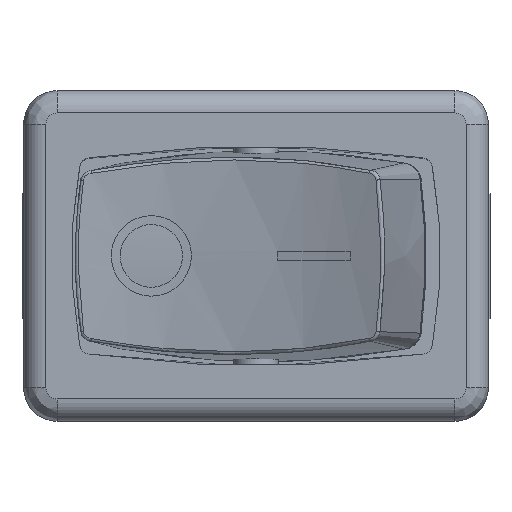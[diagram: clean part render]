
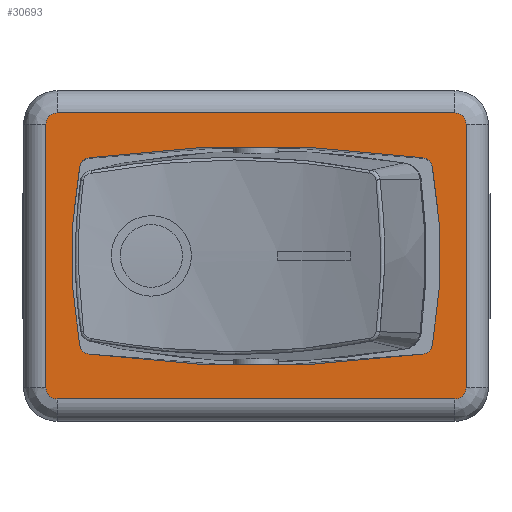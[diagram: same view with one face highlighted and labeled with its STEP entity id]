
A CAD part, top view. The second image highlights one B-rep face of the part: STEP entity #30693.
In plain terms, the highlighted planar face has unit normal (0, 0, 1).
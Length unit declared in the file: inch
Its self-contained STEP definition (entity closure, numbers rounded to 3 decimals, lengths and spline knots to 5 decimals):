
#29843=CARTESIAN_POINT('',(0.29401,0.17305,0.62992));
#29844=VERTEX_POINT('',#29843);
#29851=CARTESIAN_POINT('',(-0.29401,0.17305,0.62992));
#29852=VERTEX_POINT('',#29851);
#29853=CARTESIAN_POINT('',(0.,-1.97226,0.62992));
#29854=DIRECTION('',(0.0,0.0,-1.0));
#29855=DIRECTION('',(-0.136,-0.991,0.0));
#29856=AXIS2_PLACEMENT_3D('',#29853,#29854,#29855);
#29857=CIRCLE('',#29856,2.16535);
#29858=EDGE_CURVE('',#29852,#29844,#29857,.T.);
#29891=CARTESIAN_POINT('',(-0.3107,0.15711,0.62992));
#29892=VERTEX_POINT('',#29891);
#29893=CARTESIAN_POINT('',(-0.29134,0.15354,0.62992));
#29894=DIRECTION('',(0.0,0.0,-1.0));
#29895=DIRECTION('',(0.136,-0.991,0.0));
#29896=AXIS2_PLACEMENT_3D('',#29893,#29894,#29895);
#29897=CIRCLE('',#29896,0.01969);
#29898=EDGE_CURVE('',#29892,#29852,#29897,.T.);
#29924=CARTESIAN_POINT('',(-0.3107,-0.15711,0.62992));
#29925=VERTEX_POINT('',#29924);
#29926=CARTESIAN_POINT('',(0.54108,0.,0.62992));
#29927=DIRECTION('',(0.0,0.0,-1.0));
#29928=DIRECTION('',(0.983,-0.181,0.0));
#29929=AXIS2_PLACEMENT_3D('',#29926,#29927,#29928);
#29930=CIRCLE('',#29929,0.86614);
#29931=EDGE_CURVE('',#29925,#29892,#29930,.T.);
#29957=CARTESIAN_POINT('',(-0.29401,-0.17305,0.62992));
#29958=VERTEX_POINT('',#29957);
#29959=CARTESIAN_POINT('',(-0.29134,-0.15354,0.62992));
#29960=DIRECTION('',(0.0,0.0,-1.0));
#29961=DIRECTION('',(0.983,0.181,0.0));
#29962=AXIS2_PLACEMENT_3D('',#29959,#29960,#29961);
#29963=CIRCLE('',#29962,0.01969);
#29964=EDGE_CURVE('',#29958,#29925,#29963,.T.);
#29990=CARTESIAN_POINT('',(0.29401,-0.17305,0.62992));
#29991=VERTEX_POINT('',#29990);
#29992=CARTESIAN_POINT('',(0.,1.97226,0.62992));
#29993=DIRECTION('',(0.0,0.0,-1.0));
#29994=DIRECTION('',(0.136,0.991,0.0));
#29995=AXIS2_PLACEMENT_3D('',#29992,#29993,#29994);
#29996=CIRCLE('',#29995,2.16535);
#29997=EDGE_CURVE('',#29991,#29958,#29996,.T.);
#30030=CARTESIAN_POINT('',(0.3107,-0.15711,0.62992));
#30031=VERTEX_POINT('',#30030);
#30032=CARTESIAN_POINT('',(0.29134,-0.15354,0.62992));
#30033=DIRECTION('',(0.0,0.0,-1.0));
#30034=DIRECTION('',(-0.136,0.991,0.0));
#30035=AXIS2_PLACEMENT_3D('',#30032,#30033,#30034);
#30036=CIRCLE('',#30035,0.01969);
#30037=EDGE_CURVE('',#30031,#29991,#30036,.T.);
#30063=CARTESIAN_POINT('',(0.3107,0.15711,0.62992));
#30064=VERTEX_POINT('',#30063);
#30065=CARTESIAN_POINT('',(-0.54108,0.,0.62992));
#30066=DIRECTION('',(0.0,0.0,-1.0));
#30067=DIRECTION('',(-0.983,0.181,0.0));
#30068=AXIS2_PLACEMENT_3D('',#30065,#30066,#30067);
#30069=CIRCLE('',#30068,0.86614);
#30070=EDGE_CURVE('',#30064,#30031,#30069,.T.);
#30094=CARTESIAN_POINT('',(0.29134,0.15354,0.62992));
#30095=DIRECTION('',(0.0,0.0,-1.0));
#30096=DIRECTION('',(-0.983,-0.181,0.0));
#30097=AXIS2_PLACEMENT_3D('',#30094,#30095,#30096);
#30098=CIRCLE('',#30097,0.01969);
#30099=EDGE_CURVE('',#29844,#30064,#30098,.T.);
#30146=CARTESIAN_POINT('',(-0.37008,-0.23228,0.62992));
#30147=VERTEX_POINT('',#30146);
#30155=CARTESIAN_POINT('',(-0.37008,0.23228,0.62992));
#30156=VERTEX_POINT('',#30155);
#30157=CARTESIAN_POINT('',(-0.37008,-0.23228,0.62992));
#30158=DIRECTION('',(0.0,1.0,0.0));
#30159=VECTOR('',#30158,0.46457);
#30160=LINE('',#30157,#30159);
#30161=EDGE_CURVE('',#30147,#30156,#30160,.T.);
#30236=CARTESIAN_POINT('',(-0.35039,-0.25197,0.62992));
#30237=VERTEX_POINT('',#30236);
#30245=CARTESIAN_POINT('',(-0.35039,-0.23228,0.62992));
#30246=DIRECTION('',(0.0,0.0,-1.0));
#30247=DIRECTION('',(-0.707,-0.707,0.0));
#30248=AXIS2_PLACEMENT_3D('',#30245,#30246,#30247);
#30249=CIRCLE('',#30248,0.01969);
#30250=EDGE_CURVE('',#30237,#30147,#30249,.T.);
#30316=CARTESIAN_POINT('',(-0.35039,0.25197,0.62992));
#30317=VERTEX_POINT('',#30316);
#30335=CARTESIAN_POINT('',(-0.35039,0.23228,0.62992));
#30336=DIRECTION('',(0.0,0.0,-1.0));
#30337=DIRECTION('',(-0.707,0.707,0.0));
#30338=AXIS2_PLACEMENT_3D('',#30335,#30336,#30337);
#30339=CIRCLE('',#30338,0.01969);
#30340=EDGE_CURVE('',#30156,#30317,#30339,.T.);
#30352=CARTESIAN_POINT('',(0.35039,-0.25197,0.62992));
#30353=VERTEX_POINT('',#30352);
#30361=CARTESIAN_POINT('',(0.35039,-0.25197,0.62992));
#30362=DIRECTION('',(-1.0,0.0,0.0));
#30363=VECTOR('',#30362,0.70079);
#30364=LINE('',#30361,#30363);
#30365=EDGE_CURVE('',#30353,#30237,#30364,.T.);
#30382=CARTESIAN_POINT('',(0.35039,0.25197,0.62992));
#30383=VERTEX_POINT('',#30382);
#30400=CARTESIAN_POINT('',(-0.35039,0.25197,0.62992));
#30401=DIRECTION('',(1.0,0.0,0.0));
#30402=VECTOR('',#30401,0.70079);
#30403=LINE('',#30400,#30402);
#30404=EDGE_CURVE('',#30317,#30383,#30403,.T.);
#30464=CARTESIAN_POINT('',(0.37008,-0.23228,0.62992));
#30465=VERTEX_POINT('',#30464);
#30473=CARTESIAN_POINT('',(0.35039,-0.23228,0.62992));
#30474=DIRECTION('',(0.0,0.0,-1.0));
#30475=DIRECTION('',(0.707,-0.707,0.0));
#30476=AXIS2_PLACEMENT_3D('',#30473,#30474,#30475);
#30477=CIRCLE('',#30476,0.01969);
#30478=EDGE_CURVE('',#30465,#30353,#30477,.T.);
#30544=CARTESIAN_POINT('',(0.37008,0.23228,0.62992));
#30545=VERTEX_POINT('',#30544);
#30563=CARTESIAN_POINT('',(0.35039,0.23228,0.62992));
#30564=DIRECTION('',(0.0,0.0,-1.0));
#30565=DIRECTION('',(0.707,0.707,0.0));
#30566=AXIS2_PLACEMENT_3D('',#30563,#30564,#30565);
#30567=CIRCLE('',#30566,0.01969);
#30568=EDGE_CURVE('',#30383,#30545,#30567,.T.);
#30586=CARTESIAN_POINT('',(0.37008,0.23228,0.62992));
#30587=DIRECTION('',(0.0,-1.0,0.0));
#30588=VECTOR('',#30587,0.46457);
#30589=LINE('',#30586,#30588);
#30590=EDGE_CURVE('',#30545,#30465,#30589,.T.);
#30668=CARTESIAN_POINT('',(-0.40709,-0.27717,0.62992));
#30669=DIRECTION('',(0.0,0.0,1.0));
#30670=DIRECTION('',(1.0,0.0,0.0));
#30671=AXIS2_PLACEMENT_3D('',#30668,#30669,#30670);
#30672=PLANE('',#30671);
#30673=ORIENTED_EDGE('',*,*,#30161,.F.);
#30674=ORIENTED_EDGE('',*,*,#30250,.F.);
#30675=ORIENTED_EDGE('',*,*,#30365,.F.);
#30676=ORIENTED_EDGE('',*,*,#30478,.F.);
#30677=ORIENTED_EDGE('',*,*,#30590,.F.);
#30678=ORIENTED_EDGE('',*,*,#30568,.F.);
#30679=ORIENTED_EDGE('',*,*,#30404,.F.);
#30680=ORIENTED_EDGE('',*,*,#30340,.F.);
#30681=EDGE_LOOP('',(#30673,#30674,#30675,#30676,#30677,#30678,#30679,#30680));
#30682=FACE_OUTER_BOUND('',#30681,.T.);
#30683=ORIENTED_EDGE('',*,*,#29858,.T.);
#30684=ORIENTED_EDGE('',*,*,#30099,.T.);
#30685=ORIENTED_EDGE('',*,*,#30070,.T.);
#30686=ORIENTED_EDGE('',*,*,#30037,.T.);
#30687=ORIENTED_EDGE('',*,*,#29997,.T.);
#30688=ORIENTED_EDGE('',*,*,#29964,.T.);
#30689=ORIENTED_EDGE('',*,*,#29931,.T.);
#30690=ORIENTED_EDGE('',*,*,#29898,.T.);
#30691=EDGE_LOOP('',(#30683,#30684,#30685,#30686,#30687,#30688,#30689,#30690));
#30692=FACE_BOUND('',#30691,.T.);
#30693=ADVANCED_FACE('',(#30682,#30692),#30672,.T.);
